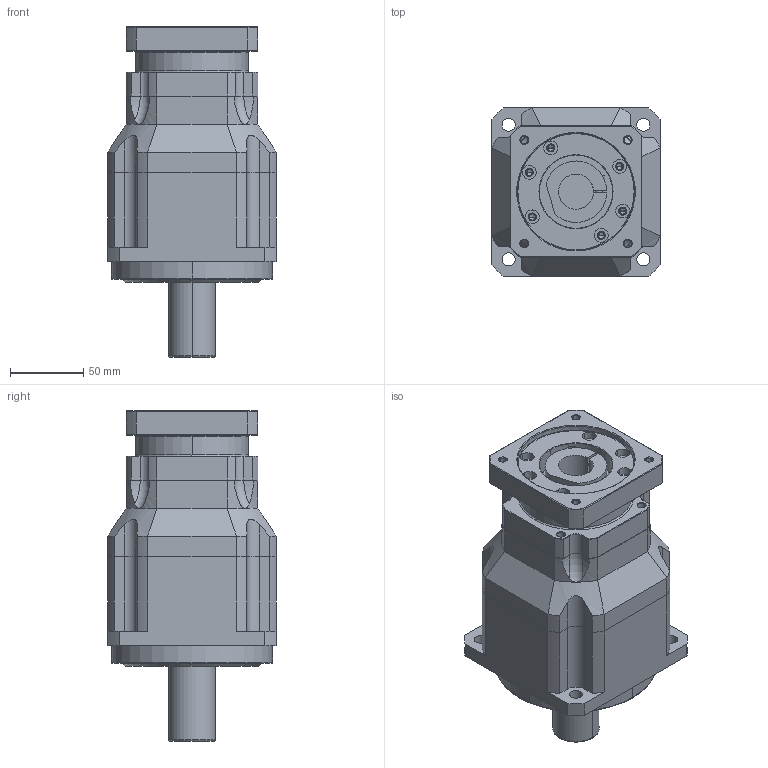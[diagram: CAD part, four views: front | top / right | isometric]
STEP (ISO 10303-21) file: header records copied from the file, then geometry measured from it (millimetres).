
FILE_DESCRIPTION((''),'2;1');
FILE_NAME('AB1152-P4130303_ASM','2008-02-21T',('d00280'),(''),'PRO/ENGINEER BY PARAMETRIC TECHNOLOGY CORPORATION, 2006170','PRO/ENGINEER BY PARAMETRIC TECHNOLOGY CORPORATION, 2006170','');
FILE_SCHEMA(('CONFIG_CONTROL_DESIGN'));
Length unit declared in the file: millimetre
Products named in the file (5): AB1152; AB1152-1; PK930001; P4130303; AB1152-P4130303_ASM
Assembly tree (4 placements, depth 2):
  AB1152-P4130303_ASM
    AB1152
    AB1152-1
    PK930001
    P4130303
Bounding box: 115 x 115 x 225.5 mm (x, y, z)
Volume: 1548781.4 mm3; surface area: 165873 mm2
Topology: 4 solids, 16 shells, 471 faces, 1121 edges, 683 vertices
Faces by surface type: cylinder 199, plane 106, cone 102, torus 60, bspline 4
Entity records: 14220 total; most frequent: CARTESIAN_POINT 2894, DIRECTION 2565, ORIENTED_EDGE 2164, EDGE_CURVE 1107, AXIS2_PLACEMENT_3D 1055, VERTEX_POINT 683, CIRCLE 573, EDGE_LOOP 554
